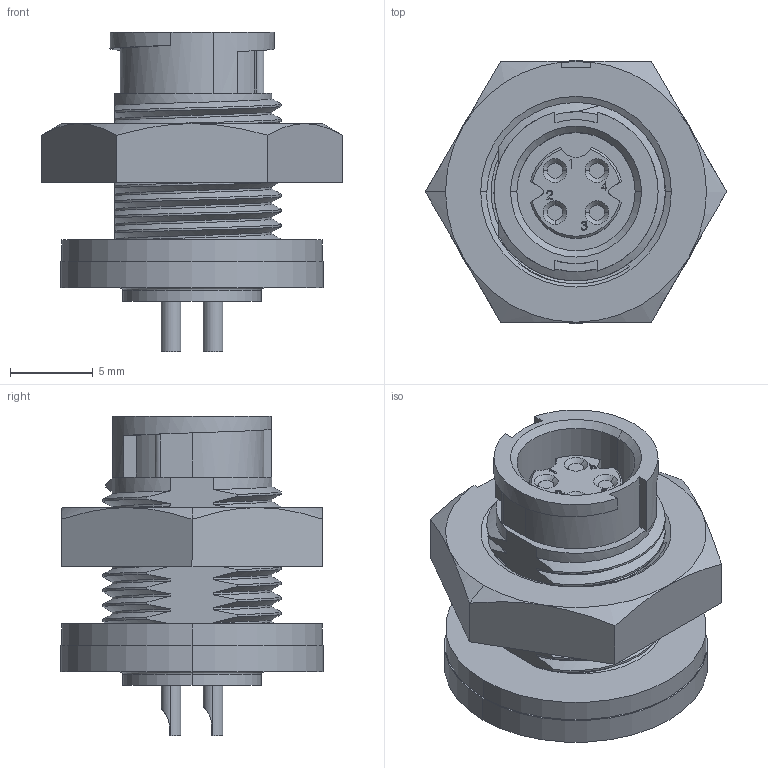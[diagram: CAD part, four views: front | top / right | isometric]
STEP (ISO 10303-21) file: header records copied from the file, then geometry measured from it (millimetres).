
FILE_DESCRIPTION (( 'STEP AP203' ), '1' );
FILE_NAME ('17882-4SG-300.STEP', '2014-01-13T14:43:12', ( '21FPBF1' ), ( 'Conxall' ), 'SwSTEP 2.0', 'SolidWorks 2012', '' );
FILE_SCHEMA (( 'CONFIG_CONTROL_DESIGN' ));
Length unit declared in the file: inch
Products named in the file (1): 17882-4SG-300
Bounding box: 18.18 x 15.88 x 19.3 mm (x, y, z)
Volume: 1787 mm3; surface area: 2280.8 mm2
Topology: 1 solids, 1 shells, 288 faces, 785 edges, 518 vertices
Faces by surface type: plane 121, cylinder 74, bspline 64, cone 24, torus 5
Entity records: 18093 total; most frequent: CARTESIAN_POINT 11389, ORIENTED_EDGE 1570, DIRECTION 1108, EDGE_CURVE 785, VERTEX_POINT 518, VECTOR 404, LINE 404, AXIS2_PLACEMENT_3D 352
